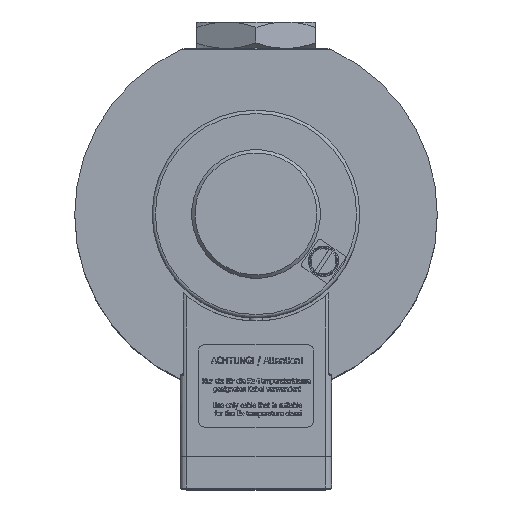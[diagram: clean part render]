
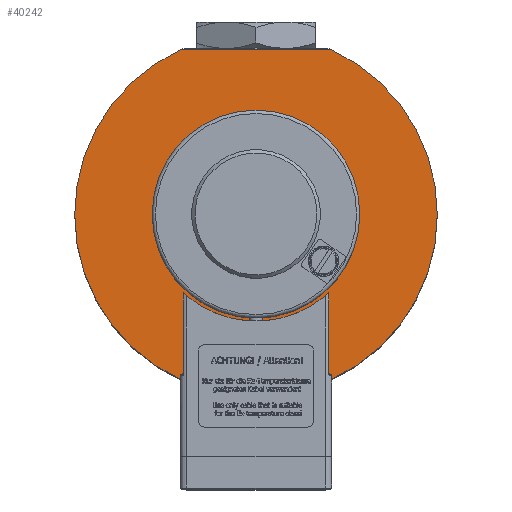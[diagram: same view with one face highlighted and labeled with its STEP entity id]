
A CAD part, top view. The second image highlights one B-rep face of the part: STEP entity #40242.
In plain terms, the highlighted planar face has unit normal (0, 0, 1).
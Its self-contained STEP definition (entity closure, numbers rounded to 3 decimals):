
#6166=LINE('',#72864,#9932);
#6171=LINE('',#72880,#9937);
#9932=VECTOR('',#49127,45.826);
#9937=VECTOR('',#49144,45.826);
#11343=PLANE('',#41957);
#11677=FACE_BOUND('',#16271,.T.);
#13863=FACE_OUTER_BOUND('',#16270,.T.);
#16270=EDGE_LOOP('',(#37936,#37937,#37938,#37939));
#16271=EDGE_LOOP('',(#37940));
#16539=CIRCLE('',#41949,25.);
#16541=CIRCLE('',#41952,55.);
#16543=CIRCLE('',#41956,55.);
#20420=VERTEX_POINT('',#72861);
#20421=VERTEX_POINT('',#72863);
#20422=VERTEX_POINT('',#72867);
#20424=VERTEX_POINT('',#72872);
#20426=VERTEX_POINT('',#72878);
#26258=EDGE_CURVE('',#20420,#20421,#6166,.T.);
#26260=EDGE_CURVE('',#20422,#20422,#16539,.T.);
#26263=EDGE_CURVE('',#20424,#20420,#16541,.T.);
#26266=EDGE_CURVE('',#20426,#20424,#6171,.T.);
#26268=EDGE_CURVE('',#20421,#20426,#16543,.T.);
#37936=ORIENTED_EDGE('',*,*,#26263,.F.);
#37937=ORIENTED_EDGE('',*,*,#26266,.F.);
#37938=ORIENTED_EDGE('',*,*,#26268,.F.);
#37939=ORIENTED_EDGE('',*,*,#26258,.F.);
#37940=ORIENTED_EDGE('',*,*,#26260,.T.);
#40242=ADVANCED_FACE('',(#13863,#11677),#11343,.T.);
#41949=AXIS2_PLACEMENT_3D('',#72868,#49131,#49132);
#41952=AXIS2_PLACEMENT_3D('',#72874,#49138,#49139);
#41956=AXIS2_PLACEMENT_3D('',#72883,#49149,#49150);
#41957=AXIS2_PLACEMENT_3D('',#72884,#49151,#49152);
#49127=DIRECTION('',(1.,0.,0.));
#49131=DIRECTION('center_axis',(0.,0.,
-1.));
#49132=DIRECTION('ref_axis',(0.,-1.,0.));
#49138=DIRECTION('center_axis',(0.,0.,
-1.));
#49139=DIRECTION('ref_axis',(-0.417,0.909,0.));
#49144=DIRECTION('',(-1.,0.,0.));
#49149=DIRECTION('center_axis',(0.,0.,
-1.));
#49150=DIRECTION('ref_axis',(0.417,-0.909,0.));
#49151=DIRECTION('center_axis',(0.,0.,
1.));
#49152=DIRECTION('ref_axis',(0.,1.,0.));
#72861=CARTESIAN_POINT('',(-22.913,50.,64.));
#72863=CARTESIAN_POINT('',(22.913,50.,64.));
#72864=CARTESIAN_POINT('',(22.913,50.,64.));
#72867=CARTESIAN_POINT('',(0.,25.,64.));
#72868=CARTESIAN_POINT('Origin',(0.,0.,
64.));
#72872=CARTESIAN_POINT('',(-22.913,-50.,64.));
#72874=CARTESIAN_POINT('Origin',(0.,0.,
64.));
#72878=CARTESIAN_POINT('',(22.913,-50.,64.));
#72880=CARTESIAN_POINT('',(-22.913,-50.,64.));
#72883=CARTESIAN_POINT('Origin',(0.,0.,
64.));
#72884=CARTESIAN_POINT('Origin',(0.,0.,
64.));
